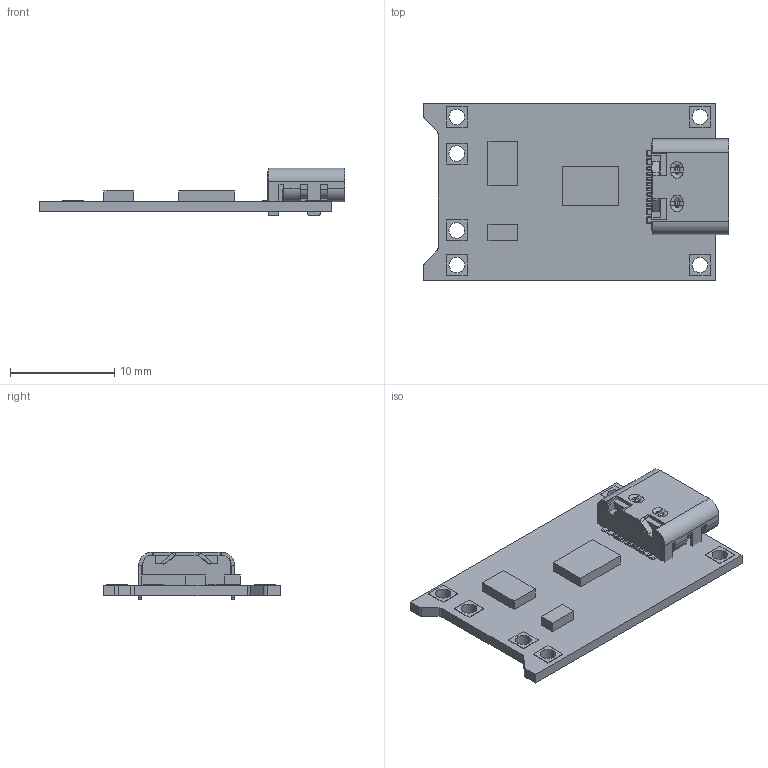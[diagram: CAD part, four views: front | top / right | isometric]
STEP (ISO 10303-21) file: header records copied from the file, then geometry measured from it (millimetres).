
FILE_DESCRIPTION(('STEP AP203'), '1');
FILE_NAME('TP4056 charge module with protection', '2022-06-10T05:28:59', ('Michael'), (''), 'ASCON STEP Converter 1.6', 'ASCON Math Kernel', '');
FILE_SCHEMA(('CONFIG_CONTROL_DESIGN'));
Length unit declared in the file: millimetre
Assembly tree (1 placements, depth 2):
  (unnamed)
    (unnamed)
Bounding box: 29.27 x 17.02 x 4.6 mm (x, y, z)
Volume: 621.5 mm3; surface area: 1891.9 mm2
Topology: 39 solids, 39 shells, 672 faces, 1571 edges, 968 vertices
Faces by surface type: plane 435, cylinder 179, torus 34, sphere 24
Full cylindrical faces by diameter (mm): 0.65 x2, 1.5 x6
Entity records: 24375 total; most frequent: CARTESIAN_POINT 3257, DIRECTION 3225, ORIENTED_EDGE 3074, EDGE_CURVE 1537, LINE 1145, VECTOR 1145, AXIS2_PLACEMENT_3D 1040, VERTEX_POINT 968
